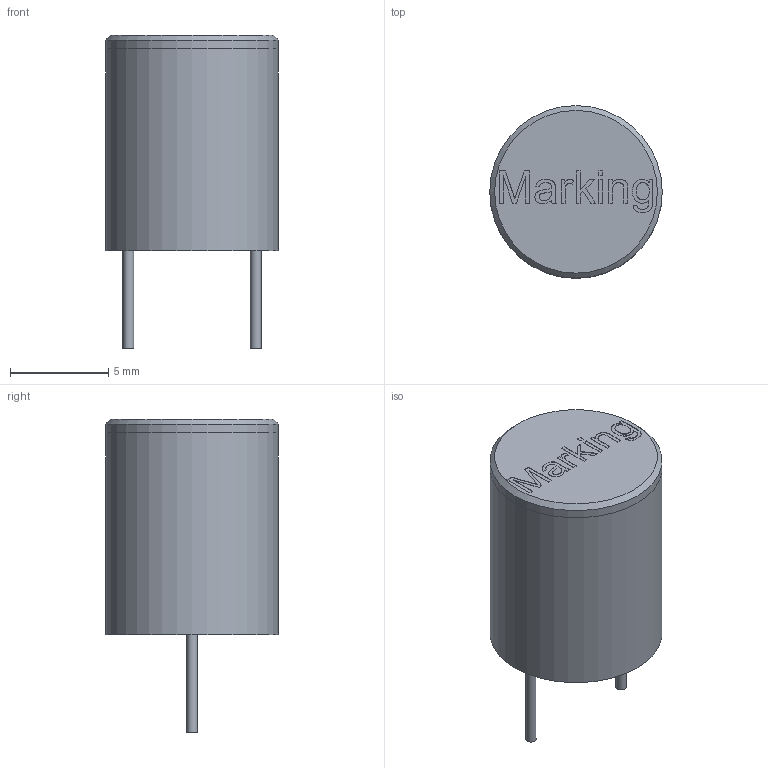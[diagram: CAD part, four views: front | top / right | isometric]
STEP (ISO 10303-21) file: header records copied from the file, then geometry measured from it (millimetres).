
FILE_DESCRIPTION( ( 'Unknown' ), '1' );
FILE_NAME( '744750230xxx_Pin 0,55mm.stp', 'Unknown', ( 'Unknown' ), ( 'Unknown' ), 'PSStep 17.0.49', 'Unknown', ' ' );
FILE_SCHEMA( ( 'AUTOMOTIVE_DESIGN { 1 0 10303 214 1 1 1 1 }' ) );
Length unit declared in the file: millimetre
Products named in the file (6): Assem1; Core; Cable; Top; Button; Jacket
Assembly tree (5 placements, depth 2):
  Assem1
    Core
    Cable
    Top
    Button
    Jacket
Bounding box: 8.8 x 8.8 x 16 mm (x, y, z)
Volume: 644.5 mm3; surface area: 1450.8 mm2
Topology: 5 solids, 5 shells, 123 faces, 283 edges, 184 vertices
Faces by surface type: plane 78, cylinder 18, extrusion 16, cone 11
Full cylindrical faces by diameter (mm): 0.55 x2, 4.5 x2, 7.8 x4, 8.8 x2
Entity records: 5100 total; most frequent: CARTESIAN_POINT 1481, ORIENTED_EDGE 536, DIRECTION 433, EDGE_CURVE 268, VERTEX_POINT 183, AXIS2_PLACEMENT_3D 160, EDGE_LOOP 155, B_SPLINE_CURVE_WITH_KNOTS 140
